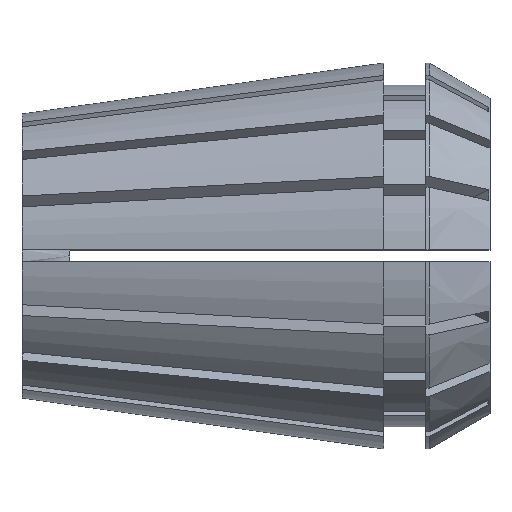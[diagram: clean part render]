
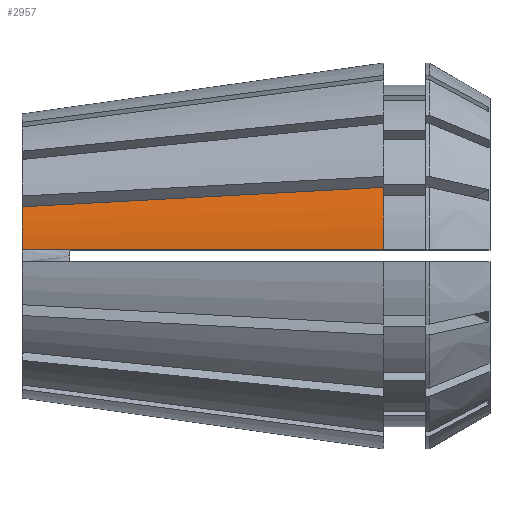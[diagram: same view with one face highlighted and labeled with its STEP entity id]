
A CAD part, top view. The second image highlights one B-rep face of the part: STEP entity #2957.
In plain terms, the highlighted conical face has half-angle 8 degrees and reference radius 16.5 mm.
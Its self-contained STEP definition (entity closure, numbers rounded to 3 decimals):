
#29 = DIRECTION ( 'NONE',  ( 1., 0., 0. ) ) ;
#96 = CARTESIAN_POINT ( 'NONE',  ( 30.9, 0.5, 16.493 ) ) ;
#252 = CARTESIAN_POINT ( 'NONE',  ( 3.861, 0.5, 12.69 ) ) ;
#441 = CARTESIAN_POINT ( 'NONE',  ( 30.9, 5.85, 15.429 ) ) ;
#468 = CARTESIAN_POINT ( 'NONE',  ( 30.9, 0., 0. ) ) ;
#618 = CARTESIAN_POINT ( 'NONE',  ( 10.3, 4.741, 12.753 ) ) ;
#715 = CARTESIAN_POINT ( 'NONE',  ( 29.247, 0.5, 16.26 ) ) ;
#737 = CARTESIAN_POINT ( 'NONE',  ( 1.287, 0.5, 12.328 ) ) ;
#745 = CARTESIAN_POINT ( 'NONE',  ( 0., 0., 0. ) ) ;
#860 = FACE_OUTER_BOUND ( 'NONE', #4587, .T. ) ;
#1002 = CARTESIAN_POINT ( 'NONE',  ( 0., 0.5, 12.147 ) ) ;
#1076 = AXIS2_PLACEMENT_3D ( 'NONE', #468, #29, #3544 ) ;
#1085 = VERTEX_POINT ( 'NONE', #5119 ) ;
#1143 = CARTESIAN_POINT ( 'NONE',  ( 30.9, 0.5, 16.493 ) ) ;
#1164 = DIRECTION ( 'NONE',  ( 0., 0., 1. ) ) ;
#1513 = DIRECTION ( 'NONE',  ( -1., 0., 0. ) ) ;
#1861 = VERTEX_POINT ( 'NONE', #96 ) ;
#1869 = CONICAL_SURFACE ( 'NONE', #1076, 16.5, 0.14 ) ;
#1929 = VERTEX_POINT ( 'NONE', #3672 ) ;
#2215 = AXIS2_PLACEMENT_3D ( 'NONE', #745, #3780, #1164 ) ;
#2415 = EDGE_CURVE ( 'NONE', #1861, #1929, #3217, .T. ) ;
#2439 = CARTESIAN_POINT ( 'NONE',  ( 25.941, 0.5, 15.795 ) ) ;
#2754 = ORIENTED_EDGE ( 'NONE', *, *, #2415, .T. ) ;
#2895 = CARTESIAN_POINT ( 'NONE',  ( 11.221, 0.5, 13.726 ) ) ;
#2957 = ADVANCED_FACE ( 'NONE', ( #860 ), #1869, .T. ) ;
#3120 = ORIENTED_EDGE ( 'NONE', *, *, #4774, .F. ) ;
#3176 = EDGE_CURVE ( 'NONE', #1929, #1085, #4824, .T. ) ;
#3217 = CIRCLE ( 'NONE', #4327, 16.5 ) ;
#3243 = CARTESIAN_POINT ( 'NONE',  ( 20.6, 5.295, 14.091 ) ) ;
#3294 = EDGE_CURVE ( 'NONE', #1861, #4304, #4602, .T. ) ;
#3344 = CARTESIAN_POINT ( 'NONE',  ( 2.574, 0.5, 12.509 ) ) ;
#3462 = ORIENTED_EDGE ( 'NONE', *, *, #3294, .F. ) ;
#3544 = DIRECTION ( 'NONE',  ( 0., 0., -1. ) ) ;
#3672 = CARTESIAN_POINT ( 'NONE',  ( 30.9, 5.85, 15.429 ) ) ;
#3686 = CARTESIAN_POINT ( 'NONE',  ( 0., 4.187, 11.414 ) ) ;
#3773 = CARTESIAN_POINT ( 'NONE',  ( 0., 0.5, 12.147 ) ) ;
#3780 = DIRECTION ( 'NONE',  ( -1., 0., 0. ) ) ;
#4103 = CARTESIAN_POINT ( 'NONE',  ( 30.9, 0., 0. ) ) ;
#4304 = VERTEX_POINT ( 'NONE', #1002 ) ;
#4327 = AXIS2_PLACEMENT_3D ( 'NONE', #4103, #1513, #4485 ) ;
#4485 = DIRECTION ( 'NONE',  ( 0., 0., 1. ) ) ;
#4587 = EDGE_LOOP ( 'NONE', ( #2754, #4610, #3120, #3462 ) ) ;
#4602 = B_SPLINE_CURVE_WITH_KNOTS ( 'NONE', 3,
 ( #1143, #715, #4962, #2439, #5356, #2895, #252, #3344, #737, #3773 ),
 .UNSPECIFIED., .F., .F.,
 ( 4, 3, 3, 4 ),
 ( 0.064, 0.069, 0.091, 0.095 ),
 .UNSPECIFIED. ) ;
#4610 = ORIENTED_EDGE ( 'NONE', *, *, #3176, .T. ) ;
#4774 = EDGE_CURVE ( 'NONE', #4304, #1085, #5334, .T. ) ;
#4824 = B_SPLINE_CURVE_WITH_KNOTS ( 'NONE', 3,
 ( #441, #3243, #618, #3686 ),
 .UNSPECIFIED., .F., .F.,
 ( 4, 4 ),
 ( 0., 0.031 ),
 .UNSPECIFIED. ) ;
#4962 = CARTESIAN_POINT ( 'NONE',  ( 27.594, 0.5, 16.028 ) ) ;
#5119 = CARTESIAN_POINT ( 'NONE',  ( 0., 4.187, 11.414 ) ) ;
#5334 = CIRCLE ( 'NONE', #2215, 12.158 ) ;
#5356 = CARTESIAN_POINT ( 'NONE',  ( 18.581, 0.5, 14.761 ) ) ;
